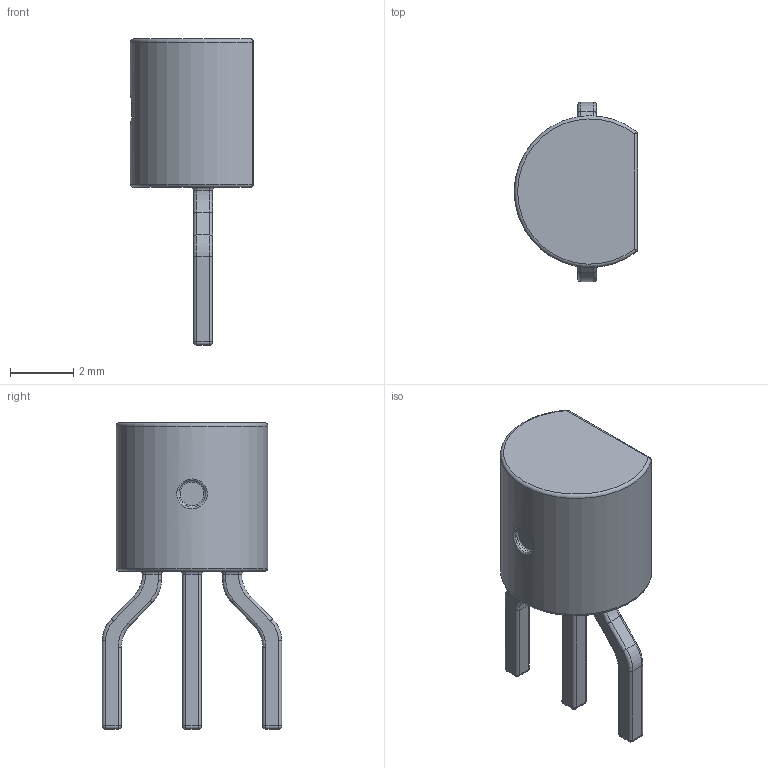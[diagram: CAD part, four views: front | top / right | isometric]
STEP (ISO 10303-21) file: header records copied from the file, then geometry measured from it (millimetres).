
FILE_DESCRIPTION(('FreeCAD Model'),'2;1');
FILE_NAME('Open CASCADE Shape Model','2025-01-15T23:48:28',(''),(''), 'Open CASCADE STEP processor 7.6','FreeCAD','Unknown');
FILE_SCHEMA(('AUTOMOTIVE_DESIGN { 1 0 10303 214 1 1 1 1 }'));
Length unit declared in the file: millimetre
Products named in the file (1): body
Bounding box: 3.9 x 5.68 x 9.7 mm (x, y, z)
Volume: 79.4 mm3; surface area: 133.6 mm2
Topology: 1 solids, 1 shells, 135 faces, 301 edges, 156 vertices
Faces by surface type: cylinder 60, torus 27, plane 25, sphere 16, bspline 7
Full cylindrical faces by diameter (mm): 0.847 x1
Entity records: 4505 total; most frequent: CARTESIAN_POINT 1296, DIRECTION 675, ORIENTED_EDGE 570, EDGE_CURVE 285, AXIS2_PLACEMENT_3D 280, VERTEX_POINT 156, CIRCLE 151, FACE_BOUND 139
